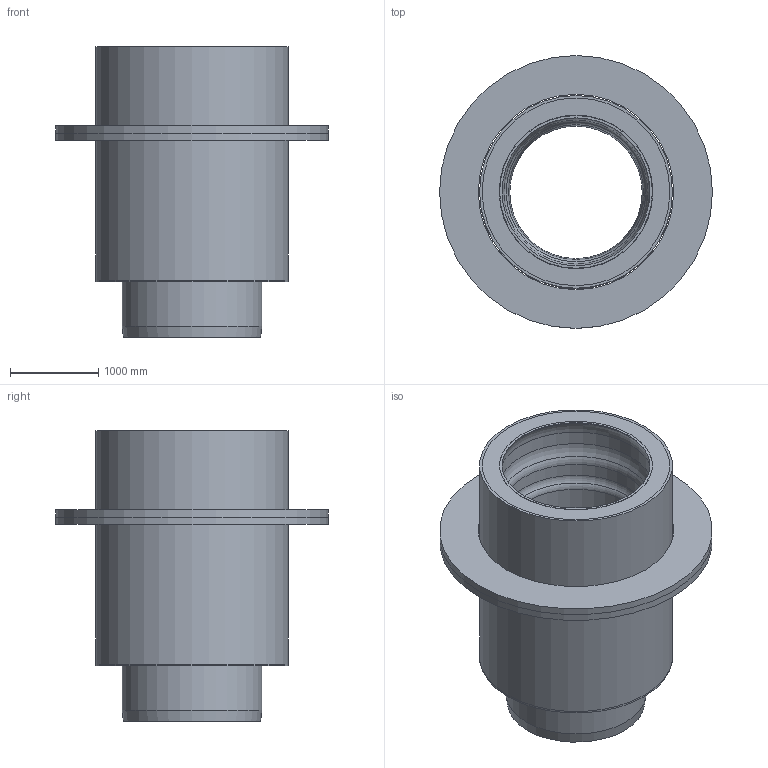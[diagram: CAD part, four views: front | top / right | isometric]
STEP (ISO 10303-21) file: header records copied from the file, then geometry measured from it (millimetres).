
FILE_DESCRIPTION(/* description */ (''),/* implementation_level */ '2;1');
FILE_NAME(/* name */ '82651.150X_3D.stp',/* time_stamp */ '2024-12-12T09:49:57+01:00',/* author */ ('CAD'),/* organization */ (''),/* preprocessor_version */ 'ST-DEVELOPER v20',/* originating_system */ 'AutoCAD Mechanical',/* authorisation */ '');
FILE_SCHEMA (('AUTOMOTIVE_DESIGN { 1 0 10303 214 3 1 1 }'));
Length unit declared in the file: centimetre
Products named in the file (1): Product
Bounding box: 3100 x 3100 x 3300 mm (x, y, z)
Volume: 1947375807.8 mm3; surface area: 97523471.3 mm2
Topology: 6 solids, 6 shells, 51 faces, 101 edges, 65 vertices
Faces by surface type: cylinder 18, plane 15, torus 11, cone 7
Full cylindrical faces by diameter (mm): 1540 x1, 1590 x2, 1640 x1, 1690 x1, 1760 x1, 1810 x2, 2040 x1, 2132 x3, 2190 x2, 2220 x2, 3100 x2
Entity records: 1405 total; most frequent: DIRECTION 281, CARTESIAN_POINT 218, ORIENTED_EDGE 202, AXIS2_PLACEMENT_3D 128, EDGE_CURVE 101, CIRCLE 76, EDGE_LOOP 66, VERTEX_POINT 65
